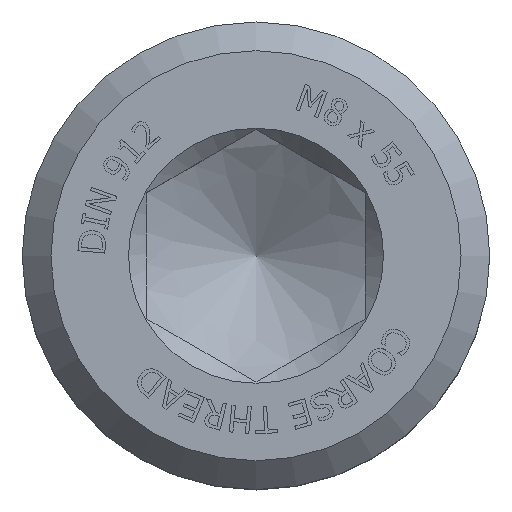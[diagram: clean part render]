
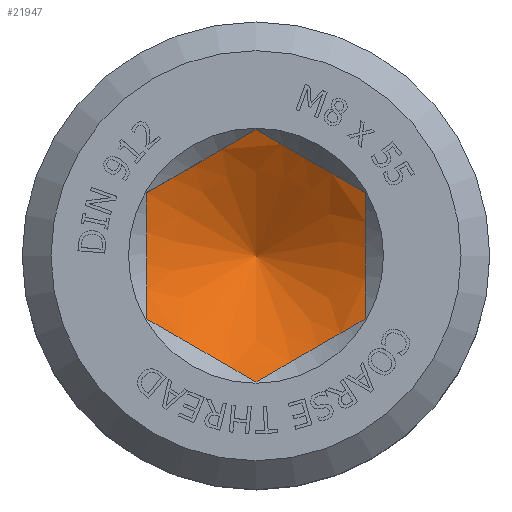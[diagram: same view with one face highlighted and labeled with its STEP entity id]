
A CAD part, top view. The second image highlights one B-rep face of the part: STEP entity #21947.
In plain terms, the highlighted conical face has half-angle 60 degrees and reference radius 2.6 mm.
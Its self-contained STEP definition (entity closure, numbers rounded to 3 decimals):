
#21595=CARTESIAN_POINT('',(0.,3.51,-4.0));
#21596=VERTEX_POINT('',#21595);
#21603=CARTESIAN_POINT('',(3.04,1.755,-4.0));
#21604=VERTEX_POINT('',#21603);
#21605=CARTESIAN_POINT('',(3.04,1.755,-4.0));
#21606=CARTESIAN_POINT('',(1.52,2.633,-4.507));
#21607=CARTESIAN_POINT('',(0.,3.51,-4.0));
#21615=(BOUNDED_CURVE()B_SPLINE_CURVE(2,(#21605,#21606,#21607),.UNSPECIFIED.,.F.,.U.)B_SPLINE_CURVE_WITH_KNOTS((3,3),(0.21,0.67),.UNSPECIFIED.)CURVE()GEOMETRIC_REPRESENTATION_ITEM()RATIONAL_B_SPLINE_CURVE((1.258,1.453,1.258))REPRESENTATION_ITEM(''));
#21616=EDGE_CURVE('',#21604,#21596,#21615,.T.);
#21633=CARTESIAN_POINT('',(-3.04,1.755,-4.0));
#21634=VERTEX_POINT('',#21633);
#21641=CARTESIAN_POINT('',(0.,3.51,-4.0));
#21642=CARTESIAN_POINT('',(-1.52,2.633,-4.507));
#21643=CARTESIAN_POINT('',(-3.04,1.755,-4.0));
#21651=(BOUNDED_CURVE()B_SPLINE_CURVE(2,(#21641,#21642,#21643),.UNSPECIFIED.,.F.,.U.)B_SPLINE_CURVE_WITH_KNOTS((3,3),(0.21,0.67),.UNSPECIFIED.)CURVE()GEOMETRIC_REPRESENTATION_ITEM()RATIONAL_B_SPLINE_CURVE((1.258,1.453,1.258))REPRESENTATION_ITEM(''));
#21652=EDGE_CURVE('',#21596,#21634,#21651,.T.);
#21664=CARTESIAN_POINT('',(-3.04,-1.755,-4.0));
#21665=VERTEX_POINT('',#21664);
#21672=CARTESIAN_POINT('',(-3.04,1.755,-4.0));
#21673=CARTESIAN_POINT('',(-3.04,0.,-4.507));
#21674=CARTESIAN_POINT('',(-3.04,-1.755,-4.0));
#21682=(BOUNDED_CURVE()B_SPLINE_CURVE(2,(#21672,#21673,#21674),.UNSPECIFIED.,.F.,.U.)B_SPLINE_CURVE_WITH_KNOTS((3,3),(0.21,0.67),.UNSPECIFIED.)CURVE()GEOMETRIC_REPRESENTATION_ITEM()RATIONAL_B_SPLINE_CURVE((1.258,1.453,1.258))REPRESENTATION_ITEM(''));
#21683=EDGE_CURVE('',#21634,#21665,#21682,.T.);
#21695=CARTESIAN_POINT('',(0.,-3.51,-4.0));
#21696=VERTEX_POINT('',#21695);
#21703=CARTESIAN_POINT('',(-3.04,-1.755,-4.0));
#21704=CARTESIAN_POINT('',(-1.52,-2.633,-4.507));
#21705=CARTESIAN_POINT('',(0.,-3.51,-4.0));
#21713=(BOUNDED_CURVE()B_SPLINE_CURVE(2,(#21703,#21704,#21705),.UNSPECIFIED.,.F.,.U.)B_SPLINE_CURVE_WITH_KNOTS((3,3),(0.21,0.67),.UNSPECIFIED.)CURVE()GEOMETRIC_REPRESENTATION_ITEM()RATIONAL_B_SPLINE_CURVE((1.258,1.453,1.258))REPRESENTATION_ITEM(''));
#21714=EDGE_CURVE('',#21665,#21696,#21713,.T.);
#21726=CARTESIAN_POINT('',(3.04,-1.755,-4.));
#21727=VERTEX_POINT('',#21726);
#21734=CARTESIAN_POINT('',(0.,-3.51,-4.0));
#21735=CARTESIAN_POINT('',(1.52,-2.633,-4.507));
#21736=CARTESIAN_POINT('',(3.04,-1.755,-4.));
#21744=(BOUNDED_CURVE()B_SPLINE_CURVE(2,(#21734,#21735,#21736),.UNSPECIFIED.,.F.,.U.)B_SPLINE_CURVE_WITH_KNOTS((3,3),(0.21,0.67),.UNSPECIFIED.)CURVE()GEOMETRIC_REPRESENTATION_ITEM()RATIONAL_B_SPLINE_CURVE((1.258,1.453,1.258))REPRESENTATION_ITEM(''));
#21745=EDGE_CURVE('',#21696,#21727,#21744,.T.);
#21758=CARTESIAN_POINT('',(3.04,-1.755,-4.));
#21759=CARTESIAN_POINT('',(3.04,0.,-4.507));
#21760=CARTESIAN_POINT('',(3.04,1.755,-4.0));
#21768=(BOUNDED_CURVE()B_SPLINE_CURVE(2,(#21758,#21759,#21760),.UNSPECIFIED.,.F.,.U.)B_SPLINE_CURVE_WITH_KNOTS((3,3),(0.21,0.67),.UNSPECIFIED.)CURVE()GEOMETRIC_REPRESENTATION_ITEM()RATIONAL_B_SPLINE_CURVE((1.258,1.453,1.258))REPRESENTATION_ITEM(''));
#21769=EDGE_CURVE('',#21727,#21604,#21768,.T.);
#21934=CARTESIAN_POINT('',(0.0,0.,-4.526));
#21935=DIRECTION('',(0.0,0.,1.0));
#21936=DIRECTION('',(0.0,1.0,0.0));
#21937=AXIS2_PLACEMENT_3D('',#21934,#21935,#21936);
#21938=CONICAL_SURFACE('',#21937,2.6,60.);
#21939=ORIENTED_EDGE('',*,*,#21683,.T.);
#21940=ORIENTED_EDGE('',*,*,#21714,.T.);
#21941=ORIENTED_EDGE('',*,*,#21745,.T.);
#21942=ORIENTED_EDGE('',*,*,#21769,.T.);
#21943=ORIENTED_EDGE('',*,*,#21616,.T.);
#21944=ORIENTED_EDGE('',*,*,#21652,.T.);
#21945=EDGE_LOOP('',(#21939,#21940,#21941,#21942,#21943,#21944));
#21946=FACE_OUTER_BOUND('',#21945,.T.);
#21947=ADVANCED_FACE('',(#21946),#21938,.F.);
